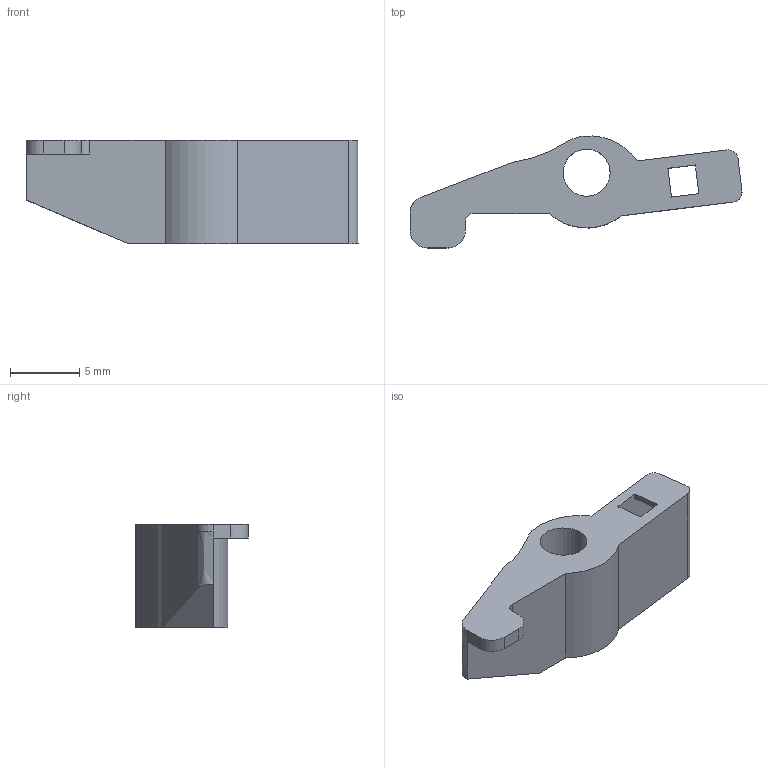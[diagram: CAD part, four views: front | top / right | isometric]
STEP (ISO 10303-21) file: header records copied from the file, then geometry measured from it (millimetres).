
FILE_DESCRIPTION(/* description */ (''),/* implementation_level */ '2;1');
FILE_NAME(/* name */ 'FS Lever.step',/* time_stamp */ '2021-06-13T23:00:07+02:00',/* author */ (''),/* organization */ (''),/* preprocessor_version */ 'ST-DEVELOPER v18.1',/* originating_system */ 'Autodesk Translation Framework v10.9.0.1377',/* authorisation */ '');
FILE_SCHEMA (('AUTOMOTIVE_DESIGN { 1 0 10303 214 3 1 1 }'));
Length unit declared in the file: millimetre
Products named in the file (1): FS Lever
Bounding box: 24.03 x 8.11 x 7.5 mm (x, y, z)
Volume: 519.6 mm3; surface area: 759.8 mm2
Topology: 1 solids, 1 shells, 33 faces, 92 edges, 61 vertices
Faces by surface type: plane 20, cylinder 11, bspline 2
Full cylindrical faces by diameter (mm): 3.4 x1
Entity records: 1154 total; most frequent: CARTESIAN_POINT 247, ORIENTED_EDGE 184, DIRECTION 174, EDGE_CURVE 92, LINE 66, VECTOR 66, VERTEX_POINT 61, AXIS2_PLACEMENT_3D 54
